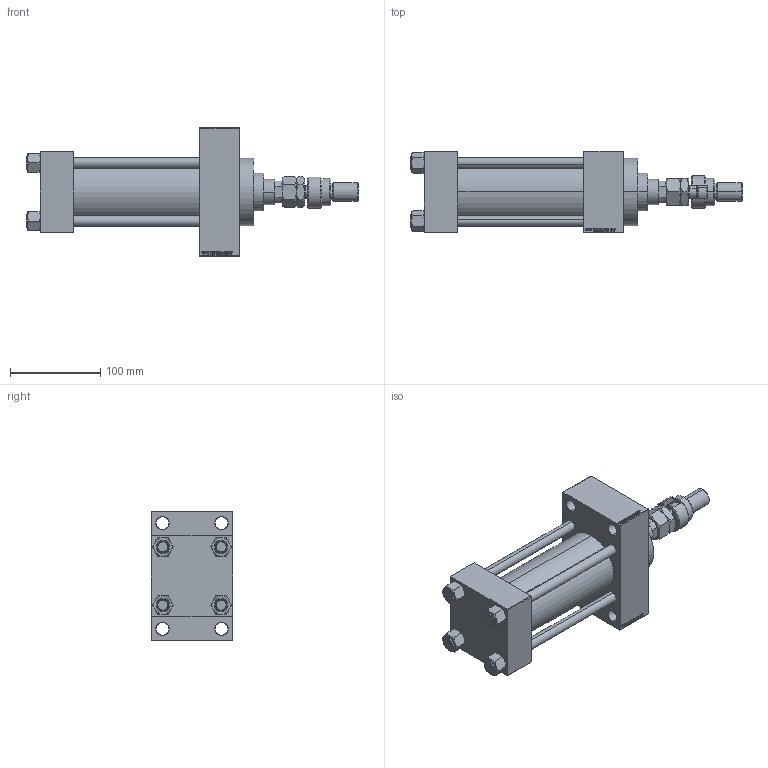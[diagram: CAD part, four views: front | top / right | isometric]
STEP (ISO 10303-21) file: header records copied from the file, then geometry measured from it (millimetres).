
FILE_DESCRIPTION (( 'STEP AP203' ), '1' );
FILE_NAME ('bdf1.STEP', '2023-08-23T07:22:43', ( '' ), ( '' ), 'SwSTEP 2.0', 'SolidWorks 2019', '' );
FILE_SCHEMA (( 'CONFIG_CONTROL_DESIGN' ));
Length unit declared in the file: millimetre
Products named in the file (9): V215CR_VCP_D 1bb5ef16f551c8145a3f2dd5834974a5; DFA 1bb5ef16f551c8145a3f2dd5834974a5; FEMALE_PART_FOR_DFA 1bb5ef16f551c8145a3f2dd5834974a5; V215CR_D_TYCINKA 1bb5ef16f551c8145a3f2dd5834974a5; bdf1; V215CR_D_Body 1bb5ef16f551c8145a3f2dd5834974a5; MFA 1bb5ef16f551c8145a3f2dd5834974a5; NUT_M5_D 1bb5ef16f551c8145a3f2dd5834974a5; V215_VC_A 1bb5ef16f551c8145a3f2dd5834974a5
Assembly tree (14 placements, depth 3):
  bdf1
    V215CR_D_Body 1bb5ef16f551c8145a3f2dd5834974a5
    V215CR_VCP_D 1bb5ef16f551c8145a3f2dd5834974a5
    NUT_M5_D 1bb5ef16f551c8145a3f2dd5834974a5  x4
    V215CR_D_TYCINKA 1bb5ef16f551c8145a3f2dd5834974a5  x4
    V215_VC_A 1bb5ef16f551c8145a3f2dd5834974a5
    DFA 1bb5ef16f551c8145a3f2dd5834974a5
      FEMALE_PART_FOR_DFA 1bb5ef16f551c8145a3f2dd5834974a5
      MFA 1bb5ef16f551c8145a3f2dd5834974a5
Bounding box: 367 x 90 x 142 mm (x, y, z)
Volume: 1289334.6 mm3; surface area: 264125.7 mm2
Topology: 13 solids, 13 shells, 1189 faces, 2934 edges, 1885 vertices
Faces by surface type: plane 525, bspline 368, cone 182, cylinder 102, torus 12
Entity records: 50063 total; most frequent: CARTESIAN_POINT 25811, ORIENTED_EDGE 5360, DIRECTION 3574, EDGE_CURVE 2680, VERTEX_POINT 1741, VECTOR 1562, LINE 1562, EDGE_LOOP 1203
